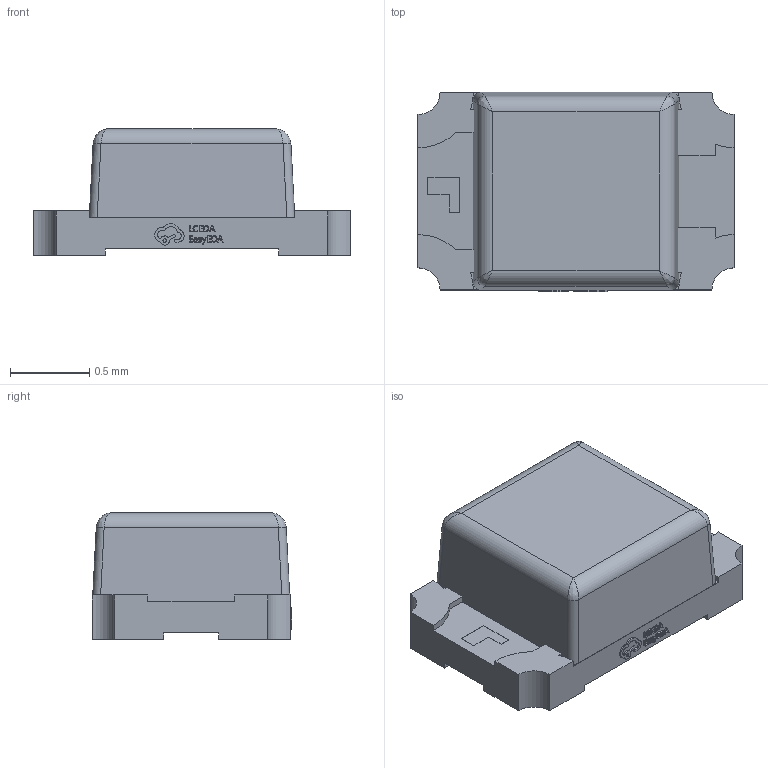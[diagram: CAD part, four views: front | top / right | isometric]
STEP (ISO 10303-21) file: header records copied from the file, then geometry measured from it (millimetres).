
FILE_DESCRIPTION (( 'STEP AP214' ), '1' );
FILE_NAME ('LED-SMD_4P-L2.0-W1.3-RD-TL.step', '2022-07-08T12:06:25', ( '' ), ( '' ), 'SwSTEP 2.0', 'SolidWorks 2020', '' );
FILE_SCHEMA (( 'AUTOMOTIVE_DESIGN' ));
Length unit declared in the file: millimetre
Products named in the file (1): LED-SMD_4P-L2.0-W1.3-RD-TL
Bounding box: 2 x 1.26 x 0.8 mm (x, y, z)
Volume: 1.4 mm3; surface area: 12.3 mm2
Topology: 2 solids, 2 shells, 305 faces, 835 edges, 550 vertices
Faces by surface type: plane 183, bspline 102, cylinder 20
Entity records: 13499 total; most frequent: CARTESIAN_POINT 3097, ORIENTED_EDGE 1662, DIRECTION 1055, EDGE_CURVE 831, LINE 591, VECTOR 591, VERTEX_POINT 550, EDGE_LOOP 325
